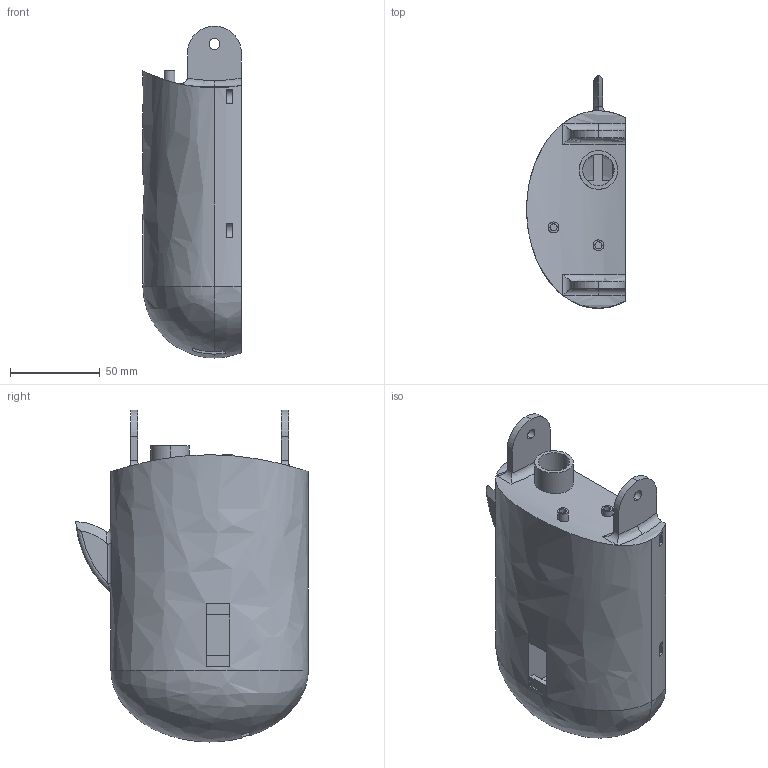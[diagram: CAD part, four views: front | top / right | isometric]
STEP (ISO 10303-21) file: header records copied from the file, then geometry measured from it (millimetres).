
FILE_DESCRIPTION (( 'STEP AP214' ), '1' );
FILE_NAME ('Front_Container_2.5.STEP', '2018-06-22T11:51:33', ( '' ), ( '' ), 'SwSTEP 2.0', 'SolidWorks 2016', '' );
FILE_SCHEMA (( 'AUTOMOTIVE_DESIGN' ));
Length unit declared in the file: millimetre
Products named in the file (1): Front_Container_2.5
Bounding box: 55 x 129.67 x 185 mm (x, y, z)
Volume: 148875.5 mm3; surface area: 93774.7 mm2
Topology: 1 solids, 1 shells, 361 faces, 971 edges, 615 vertices
Faces by surface type: cylinder 148, plane 126, bspline 62, torus 19, sphere 6
Entity records: 21138 total; most frequent: CARTESIAN_POINT 12531, ORIENTED_EDGE 1918, DIRECTION 1624, EDGE_CURVE 959, VERTEX_POINT 615, AXIS2_PLACEMENT_3D 603, LINE 418, VECTOR 418
